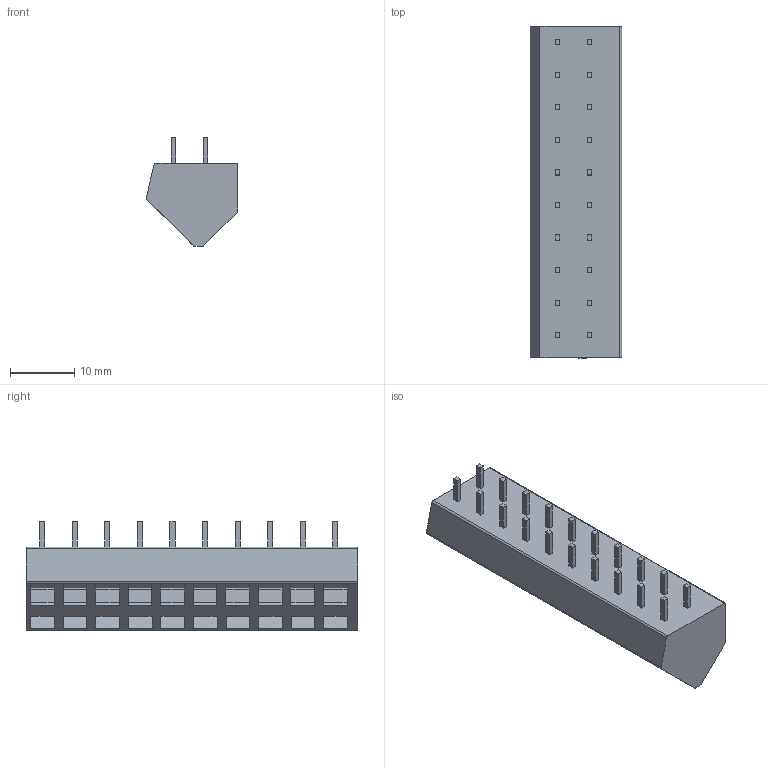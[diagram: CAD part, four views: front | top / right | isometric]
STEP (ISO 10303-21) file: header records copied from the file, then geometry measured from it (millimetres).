
FILE_DESCRIPTION((''),'2;1');
FILE_NAME('PRT0001','2024-09-30T13:38:14',('tluser'),(''),'CREO PARAMETRIC BY PTC INC, 2018100','CREO PARAMETRIC BY PTC INC, 2018100','');
FILE_SCHEMA(('CONFIG_CONTROL_DESIGN'));
Length unit declared in the file: millimetre
Products named in the file (1): PRT0001
Bounding box: 14.27 x 51.8 x 17 mm (x, y, z)
Volume: 6499.5 mm3; surface area: 3771.7 mm2
Topology: 1 solids, 1 shells, 324 faces, 776 edges, 504 vertices
Faces by surface type: plane 318, cylinder 6
Entity records: 9190 total; most frequent: CARTESIAN_POINT 1604, ORIENTED_EDGE 1552, DIRECTION 1436, EDGE_CURVE 776, VECTOR 764, LINE 764, VERTEX_POINT 504, EDGE_LOOP 374
